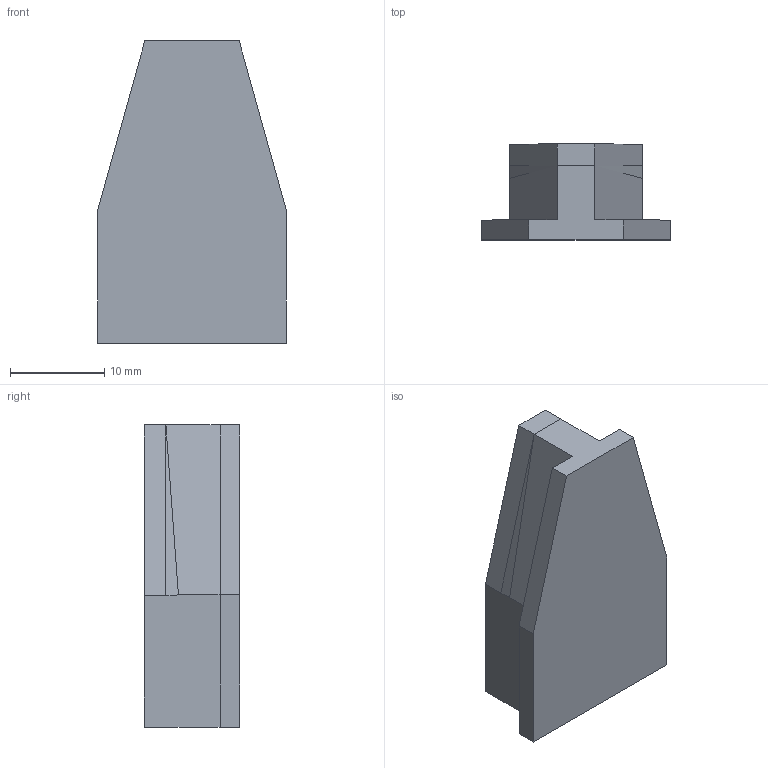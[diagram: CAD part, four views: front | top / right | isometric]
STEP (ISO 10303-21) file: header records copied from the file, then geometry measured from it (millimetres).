
FILE_DESCRIPTION(/* description */ ('','CAx-IF Rec.Pracs.---Representation and Presentation of Product Manufacturing Information (PMI)---4.0---2014-10-13'),/* implementation_level */ '2;1');
FILE_NAME(/* name */ 'steam_deck_clamp_shoe.step',/* time_stamp */ '2025-04-02T01:55:42-04:00',/* author */ (''),/* organization */ (''),/* preprocessor_version */ 'ST-DEVELOPER v20',/* originating_system */ 'Autodesk Translation Framework v13.20.0.188',/* authorisation */ '');
FILE_SCHEMA (('AP242_MANAGED_MODEL_BASED_3D_ENGINEERING_MIM_LF { 1 0 10303 442 1 1 4 }'));
Length unit declared in the file: millimetre
Products named in the file (1): attachement
Bounding box: 20 x 10.14 x 32 mm (x, y, z)
Volume: 4031.4 mm3; surface area: 1969.9 mm2
Topology: 1 solids, 1 shells, 21 faces, 53 edges, 34 vertices
Faces by surface type: plane 21
Entity records: 648 total; most frequent: CARTESIAN_POINT 109, ORIENTED_EDGE 106, DIRECTION 97, LINE 53, VECTOR 53, EDGE_CURVE 53, VERTEX_POINT 34, AXIS2_PLACEMENT_3D 22
